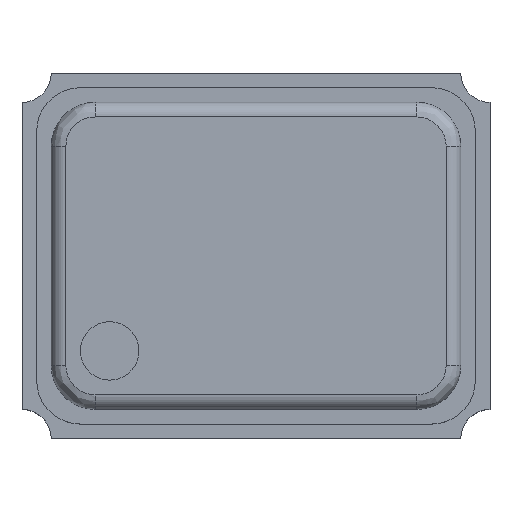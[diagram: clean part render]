
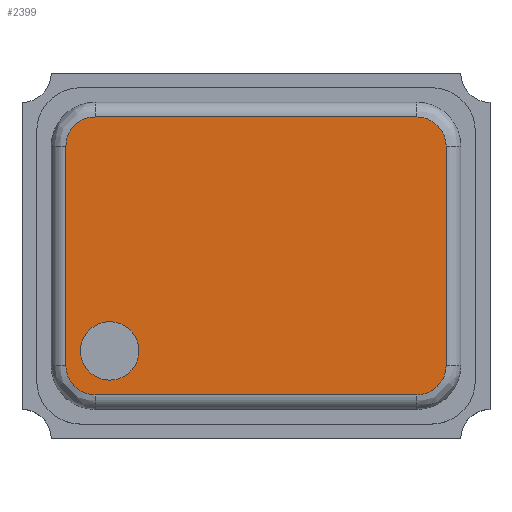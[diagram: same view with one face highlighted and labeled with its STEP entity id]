
A CAD part, top view. The second image highlights one B-rep face of the part: STEP entity #2399.
In plain terms, the highlighted planar face has unit normal (0, 0, 1).
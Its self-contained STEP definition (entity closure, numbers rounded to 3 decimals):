
#5 = CARTESIAN_POINT ( 'NONE',  ( -1.1, 0.95, 0.81 ) ) ;
#72 = PLANE ( 'NONE',  #3711 ) ;
#147 =( BOUNDED_CURVE ( )  B_SPLINE_CURVE ( 3, ( #449, #790, #467, #1425 ),
 .UNSPECIFIED., .F., .T. ) 
 B_SPLINE_CURVE_WITH_KNOTS ( ( 4, 4 ),
 ( 0., 1. ),
 .UNSPECIFIED. ) 
 CURVE ( )  GEOMETRIC_REPRESENTATION_ITEM ( )  RATIONAL_B_SPLINE_CURVE ( ( 1., 0.805, 0.805, 1. ) ) 
 REPRESENTATION_ITEM ( '' )  );
#199 = VERTEX_POINT ( 'NONE', #936 ) ;
#255 = CARTESIAN_POINT ( 'NONE',  ( -1.202, 0.93, 0.81 ) ) ;
#268 = CARTESIAN_POINT ( 'NONE',  ( -1.28, 0.853, 0.81 ) ) ;
#278 = ORIENTED_EDGE ( 'NONE', *, *, #519, .F. ) ;
#385 = CARTESIAN_POINT ( 'NONE',  ( 1.1, 0.95, 0.81 ) ) ;
#411 = EDGE_CURVE ( 'NONE', #3239, #3718, #3043, .T. ) ;
#447 =( BOUNDED_CURVE ( )  B_SPLINE_CURVE ( 3, ( #2959, #2055, #1698, #1447 ),
 .UNSPECIFIED., .F., .T. ) 
 B_SPLINE_CURVE_WITH_KNOTS ( ( 4, 4 ),
 ( 0., 1. ),
 .UNSPECIFIED. ) 
 CURVE ( )  GEOMETRIC_REPRESENTATION_ITEM ( )  RATIONAL_B_SPLINE_CURVE ( ( 1., 0.805, 0.805, 1. ) ) 
 REPRESENTATION_ITEM ( '' )  );
#449 = CARTESIAN_POINT ( 'NONE',  ( 1.3, -0.75, 0.81 ) ) ;
#467 = CARTESIAN_POINT ( 'NONE',  ( 1.217, -0.95, 0.81 ) ) ;
#493 = DIRECTION ( 'NONE',  ( 0., -1., 0. ) ) ;
#519 = EDGE_CURVE ( 'NONE', #3718, #3535, #447, .T. ) ;
#612 = EDGE_CURVE ( 'NONE', #199, #915, #3768, .T. ) ;
#649 = ORIENTED_EDGE ( 'NONE', *, *, #2338, .F. ) ;
#654 = CARTESIAN_POINT ( 'NONE',  ( 1.1, -0.95, 0.81 ) ) ;
#681 = ORIENTED_EDGE ( 'NONE', *, *, #411, .F. ) ;
#709 = CARTESIAN_POINT ( 'NONE',  ( -1.4, -1.05, 0.81 ) ) ;
#790 = CARTESIAN_POINT ( 'NONE',  ( 1.3, -0.867, 0.81 ) ) ;
#852 =( BOUNDED_CURVE ( )  B_SPLINE_CURVE ( 3, ( #385, #1232, #1606, #2816 ),
 .UNSPECIFIED., .F., .T. ) 
 B_SPLINE_CURVE_WITH_KNOTS ( ( 4, 4 ),
 ( 0., 1. ),
 .UNSPECIFIED. ) 
 CURVE ( )  GEOMETRIC_REPRESENTATION_ITEM ( )  RATIONAL_B_SPLINE_CURVE ( ( 1., 0.805, 0.805, 1. ) ) 
 REPRESENTATION_ITEM ( '' )  );
#915 = VERTEX_POINT ( 'NONE', #2426 ) ;
#918 = CARTESIAN_POINT ( 'NONE',  ( -1.3, 0.806, 0.81 ) ) ;
#936 = CARTESIAN_POINT ( 'NONE',  ( 1.3, 0.75, 0.81 ) ) ;
#968 = CARTESIAN_POINT ( 'NONE',  ( 1.1, -0.95, 0.81 ) ) ;
#979 = FACE_OUTER_BOUND ( 'NONE', #2968, .T. ) ;
#1232 = CARTESIAN_POINT ( 'NONE',  ( 1.217, 0.95, 0.81 ) ) ;
#1425 = CARTESIAN_POINT ( 'NONE',  ( 1.1, -0.95, 0.81 ) ) ;
#1432 = DIRECTION ( 'NONE',  ( 0., 1., 0. ) ) ;
#1447 = CARTESIAN_POINT ( 'NONE',  ( -1.3, -0.75, 0.81 ) ) ;
#1606 = CARTESIAN_POINT ( 'NONE',  ( 1.3, 0.867, 0.81 ) ) ;
#1655 = VECTOR ( 'NONE', #1432, 1000. ) ;
#1671 = EDGE_CURVE ( 'NONE', #1858, #199, #852, .T. ) ;
#1695 = ORIENTED_EDGE ( 'NONE', *, *, #2809, .T. ) ;
#1698 = CARTESIAN_POINT ( 'NONE',  ( -1.3, -0.867, 0.81 ) ) ;
#1704 = CARTESIAN_POINT ( 'NONE',  ( -1.3, -0.75, 0.81 ) ) ;
#1739 = CARTESIAN_POINT ( 'NONE',  ( -1.1, -0.95, 0.81 ) ) ;
#1858 = VERTEX_POINT ( 'NONE', #3301 ) ;
#1889 = VECTOR ( 'NONE', #2123, 1000. ) ;
#1986 = B_SPLINE_CURVE_WITH_KNOTS ( 'NONE', 3,
 ( #2393, #2977, #255, #268, #918, #3609 ),
 .UNSPECIFIED., .F., .F.,
 ( 4, 2, 4 ),
 ( 0., 0.5, 1. ),
 .UNSPECIFIED. ) ;
#2007 = CARTESIAN_POINT ( 'NONE',  ( -1.3, 0.75, 0.81 ) ) ;
#2055 = CARTESIAN_POINT ( 'NONE',  ( -1.217, -0.95, 0.81 ) ) ;
#2083 = VECTOR ( 'NONE', #493, 1000. ) ;
#2123 = DIRECTION ( 'NONE',  ( 1., 0., 0. ) ) ;
#2338 = EDGE_CURVE ( 'NONE', #2925, #1858, #3834, .T. ) ;
#2393 = CARTESIAN_POINT ( 'NONE',  ( -1.1, 0.95, 0.81 ) ) ;
#2399 = ADVANCED_FACE ( 'NONE', ( #979 ), #72, .T. ) ;
#2408 = ORIENTED_EDGE ( 'NONE', *, *, #612, .F. ) ;
#2426 = CARTESIAN_POINT ( 'NONE',  ( 1.3, -0.75, 0.81 ) ) ;
#2463 = DIRECTION ( 'NONE',  ( 0., 0., 1. ) ) ;
#2512 = CARTESIAN_POINT ( 'NONE',  ( -1.1, 0.95, 0.81 ) ) ;
#2537 = EDGE_CURVE ( 'NONE', #3535, #3074, #3530, .T. ) ;
#2798 = DIRECTION ( 'NONE',  ( 1., 0., 0. ) ) ;
#2809 = EDGE_CURVE ( 'NONE', #2925, #3074, #1986, .T. ) ;
#2812 = ORIENTED_EDGE ( 'NONE', *, *, #1671, .F. ) ;
#2816 = CARTESIAN_POINT ( 'NONE',  ( 1.3, 0.75, 0.81 ) ) ;
#2851 = EDGE_CURVE ( 'NONE', #915, #3239, #147, .T. ) ;
#2925 = VERTEX_POINT ( 'NONE', #2512 ) ;
#2959 = CARTESIAN_POINT ( 'NONE',  ( -1.1, -0.95, 0.81 ) ) ;
#2968 = EDGE_LOOP ( 'NONE', ( #649, #1695, #3539, #278, #681, #3724, #2408, #2812 ) ) ;
#2977 = CARTESIAN_POINT ( 'NONE',  ( -1.155, 0.95, 0.81 ) ) ;
#3043 = LINE ( 'NONE', #654, #3397 ) ;
#3074 = VERTEX_POINT ( 'NONE', #2007 ) ;
#3196 = CARTESIAN_POINT ( 'NONE',  ( 1.3, 0.75, 0.81 ) ) ;
#3239 = VERTEX_POINT ( 'NONE', #968 ) ;
#3301 = CARTESIAN_POINT ( 'NONE',  ( 1.1, 0.95, 0.81 ) ) ;
#3397 = VECTOR ( 'NONE', #3637, 1000. ) ;
#3528 = CARTESIAN_POINT ( 'NONE',  ( -1.3, -0.75, 0.81 ) ) ;
#3530 = LINE ( 'NONE', #1704, #1655 ) ;
#3535 = VERTEX_POINT ( 'NONE', #3528 ) ;
#3539 = ORIENTED_EDGE ( 'NONE', *, *, #2537, .F. ) ;
#3609 = CARTESIAN_POINT ( 'NONE',  ( -1.3, 0.75, 0.81 ) ) ;
#3637 = DIRECTION ( 'NONE',  ( -1., 0., 0. ) ) ;
#3711 = AXIS2_PLACEMENT_3D ( 'NONE', #709, #2463, #2798 ) ;
#3718 = VERTEX_POINT ( 'NONE', #1739 ) ;
#3724 = ORIENTED_EDGE ( 'NONE', *, *, #2851, .F. ) ;
#3768 = LINE ( 'NONE', #3196, #2083 ) ;
#3834 = LINE ( 'NONE', #5, #1889 ) ;
